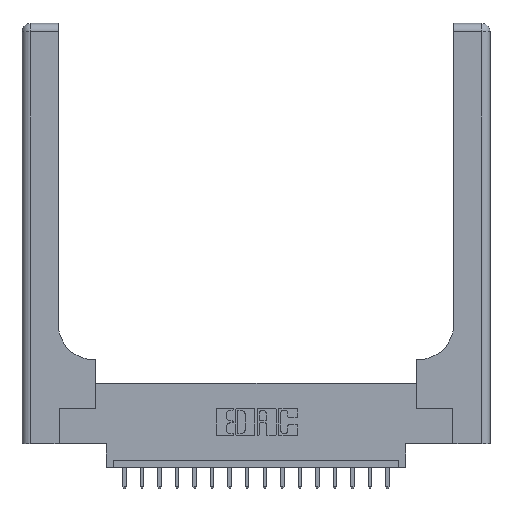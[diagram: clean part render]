
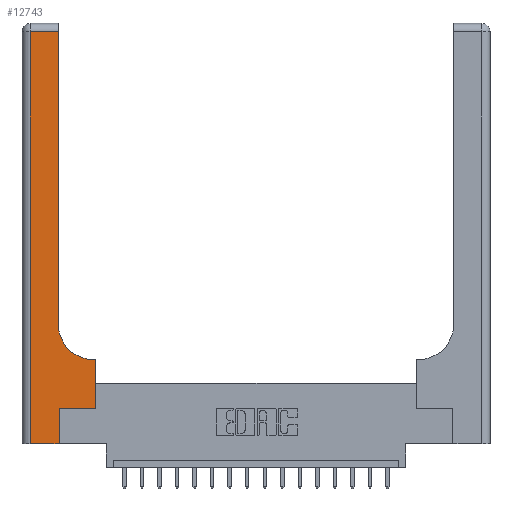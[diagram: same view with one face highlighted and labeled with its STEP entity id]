
A CAD part, top view. The second image highlights one B-rep face of the part: STEP entity #12743.
In plain terms, the highlighted planar face has unit normal (0, 0, 1).
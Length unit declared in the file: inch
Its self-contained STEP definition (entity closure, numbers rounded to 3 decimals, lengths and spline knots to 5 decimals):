
#355 = CARTESIAN_POINT ( 'NONE',  ( 0.26, 0.85, 0.37 ) ) ;
#456 = VERTEX_POINT ( 'NONE', #1065 ) ;
#484 = VERTEX_POINT ( 'NONE', #13975 ) ;
#539 = VECTOR ( 'NONE', #10294, 39.37008 ) ;
#857 = ORIENTED_EDGE ( 'NONE', *, *, #5684, .T. ) ;
#1065 = CARTESIAN_POINT ( 'NONE',  ( 0.26, 2.94, 0.37 ) ) ;
#1066 = CARTESIAN_POINT ( 'NONE',  ( 0.265, 0.25, 0.37 ) ) ;
#1225 = DIRECTION ( 'NONE',  ( 0., 1., 0. ) ) ;
#1346 = ORIENTED_EDGE ( 'NONE', *, *, #12431, .T. ) ;
#1351 = AXIS2_PLACEMENT_3D ( 'NONE', #14065, #15259, #6832 ) ;
#1546 = EDGE_LOOP ( 'NONE', ( #1346, #3463, #10524, #12524, #3579, #2701, #857, #3487, #13422 ) ) ;
#1913 = VERTEX_POINT ( 'NONE', #8649 ) ;
#2701 = ORIENTED_EDGE ( 'NONE', *, *, #3284, .T. ) ;
#2724 = CARTESIAN_POINT ( 'NONE',  ( 0.51, 0.6, 0.37 ) ) ;
#2821 = EDGE_CURVE ( 'NONE', #13545, #17193, #15172, .T. ) ;
#2992 = VECTOR ( 'NONE', #4575, 39.37008 ) ;
#3052 = DIRECTION ( 'NONE',  ( 0., -1., 0. ) ) ;
#3284 = EDGE_CURVE ( 'NONE', #484, #7840, #18347, .T. ) ;
#3366 = DIRECTION ( 'NONE',  ( 0., 1., 0. ) ) ;
#3463 = ORIENTED_EDGE ( 'NONE', *, *, #6641, .T. ) ;
#3487 = ORIENTED_EDGE ( 'NONE', *, *, #16387, .T. ) ;
#3579 = ORIENTED_EDGE ( 'NONE', *, *, #6524, .T. ) ;
#4575 = DIRECTION ( 'NONE',  ( 1., 0., 0. ) ) ;
#4651 = CARTESIAN_POINT ( 'NONE',  ( 0., 2.94, 0.37 ) ) ;
#5684 = EDGE_CURVE ( 'NONE', #7840, #14350, #8315, .T. ) ;
#5697 = VERTEX_POINT ( 'NONE', #15191 ) ;
#6109 = CARTESIAN_POINT ( 'NONE',  ( 0.26, 0.6, 0.37 ) ) ;
#6133 = CARTESIAN_POINT ( 'NONE',  ( 0.528, 0.25, 0.37 ) ) ;
#6524 = EDGE_CURVE ( 'NONE', #5697, #484, #16434, .T. ) ;
#6641 = EDGE_CURVE ( 'NONE', #456, #7803, #13032, .T. ) ;
#6832 = DIRECTION ( 'NONE',  ( 1., 0., 0. ) ) ;
#7290 = CARTESIAN_POINT ( 'NONE',  ( 0.06, 2.94, 0.37 ) ) ;
#7803 = VERTEX_POINT ( 'NONE', #7290 ) ;
#7840 = VERTEX_POINT ( 'NONE', #10084 ) ;
#8315 = LINE ( 'NONE', #6133, #12857 ) ;
#8381 = VECTOR ( 'NONE', #11212, 39.37008 ) ;
#8445 = LINE ( 'NONE', #14755, #2992 ) ;
#8621 = DIRECTION ( 'NONE',  ( 0., 0., -1. ) ) ;
#8649 = CARTESIAN_POINT ( 'NONE',  ( 0.06, 0., 0.37 ) ) ;
#9555 = VECTOR ( 'NONE', #13653, 39.37008 ) ;
#9811 = LINE ( 'NONE', #17561, #16377 ) ;
#10084 = CARTESIAN_POINT ( 'NONE',  ( 0.528, 0.25, 0.37 ) ) ;
#10294 = DIRECTION ( 'NONE',  ( -1., 0., 0. ) ) ;
#10524 = ORIENTED_EDGE ( 'NONE', *, *, #15047, .T. ) ;
#10529 = CARTESIAN_POINT ( 'NONE',  ( 0.26, 3., 0.37 ) ) ;
#11212 = DIRECTION ( 'NONE',  ( 1., 0., 0. ) ) ;
#11707 = CARTESIAN_POINT ( 'NONE',  ( 0., 3., 0.37 ) ) ;
#12029 = DIRECTION ( 'NONE',  ( 0., 1., 0. ) ) ;
#12227 = EDGE_CURVE ( 'NONE', #1913, #5697, #8445, .T. ) ;
#12431 = EDGE_CURVE ( 'NONE', #17193, #456, #12967, .T. ) ;
#12524 = ORIENTED_EDGE ( 'NONE', *, *, #12227, .T. ) ;
#12597 = VECTOR ( 'NONE', #1225, 39.37008 ) ;
#12743 = ADVANCED_FACE ( 'NONE', ( #17703 ), #17282, .F. ) ;
#12857 = VECTOR ( 'NONE', #12029, 39.37008 ) ;
#12967 = LINE ( 'NONE', #10529, #16569 ) ;
#13032 = LINE ( 'NONE', #4651, #539 ) ;
#13400 = LINE ( 'NONE', #6109, #9555 ) ;
#13422 = ORIENTED_EDGE ( 'NONE', *, *, #2821, .T. ) ;
#13545 = VERTEX_POINT ( 'NONE', #2724 ) ;
#13653 = DIRECTION ( 'NONE',  ( -1., 0., 0. ) ) ;
#13975 = CARTESIAN_POINT ( 'NONE',  ( 0.265, 0.25, 0.37 ) ) ;
#14065 = CARTESIAN_POINT ( 'NONE',  ( 0.51, 0.85, 0.37 ) ) ;
#14350 = VERTEX_POINT ( 'NONE', #18478 ) ;
#14755 = CARTESIAN_POINT ( 'NONE',  ( 0., 0., 0.37 ) ) ;
#15047 = EDGE_CURVE ( 'NONE', #7803, #1913, #9811, .T. ) ;
#15172 = CIRCLE ( 'NONE', #1351, 0.25 ) ;
#15191 = CARTESIAN_POINT ( 'NONE',  ( 0.265, 0., 0.37 ) ) ;
#15259 = DIRECTION ( 'NONE',  ( 0., 0., -1. ) ) ;
#16377 = VECTOR ( 'NONE', #3052, 39.37008 ) ;
#16387 = EDGE_CURVE ( 'NONE', #14350, #13545, #13400, .T. ) ;
#16434 = LINE ( 'NONE', #17134, #12597 ) ;
#16569 = VECTOR ( 'NONE', #3366, 39.37008 ) ;
#17134 = CARTESIAN_POINT ( 'NONE',  ( 0.265, 0., 0.37 ) ) ;
#17193 = VERTEX_POINT ( 'NONE', #355 ) ;
#17282 = PLANE ( 'NONE',  #18683 ) ;
#17477 = DIRECTION ( 'NONE',  ( -1., 0., 0. ) ) ;
#17561 = CARTESIAN_POINT ( 'NONE',  ( 0.06, 3., 0.37 ) ) ;
#17703 = FACE_OUTER_BOUND ( 'NONE', #1546, .T. ) ;
#18347 = LINE ( 'NONE', #1066, #8381 ) ;
#18478 = CARTESIAN_POINT ( 'NONE',  ( 0.528, 0.6, 0.37 ) ) ;
#18683 = AXIS2_PLACEMENT_3D ( 'NONE', #11707, #8621, #17477 ) ;
